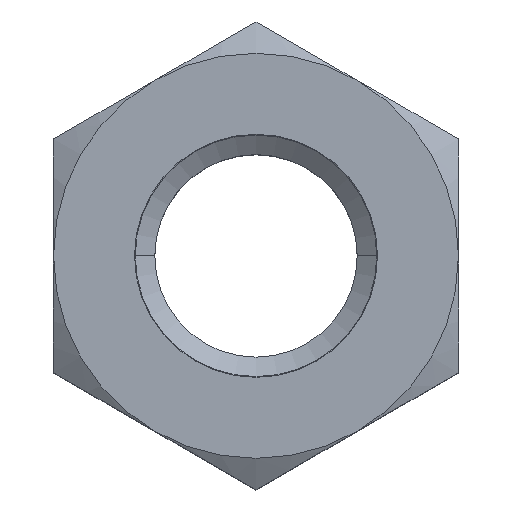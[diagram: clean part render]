
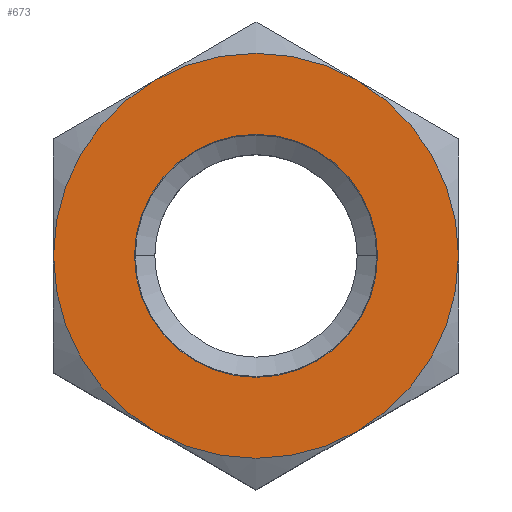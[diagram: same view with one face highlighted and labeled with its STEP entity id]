
A CAD part, top view. The second image highlights one B-rep face of the part: STEP entity #673.
In plain terms, the highlighted planar face has unit normal (0, 0, 1).
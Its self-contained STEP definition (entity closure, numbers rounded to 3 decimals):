
#27 = ORIENTED_EDGE ( 'NONE', *, *, #980, .F. ) ;
#49 = EDGE_CURVE ( 'NONE', #849, #1479, #1280, .T. ) ;
#72 = EDGE_CURVE ( 'NONE', #181, #465, #1448, .T. ) ;
#86 = DIRECTION ( 'NONE',  ( 1., 0., 0. ) ) ;
#114 = AXIS2_PLACEMENT_3D ( 'NONE', #885, #593, #1554 ) ;
#116 = CIRCLE ( 'NONE', #114, 3. ) ;
#121 = AXIS2_PLACEMENT_3D ( 'NONE', #122, #1206, #1303 ) ;
#122 = CARTESIAN_POINT ( 'NONE',  ( 0., 0., 0. ) ) ;
#154 = PLANE ( 'NONE',  #417 ) ;
#160 = CARTESIAN_POINT ( 'NONE',  ( 3., 0., 0. ) ) ;
#172 = CARTESIAN_POINT ( 'NONE',  ( 0., 0., 0. ) ) ;
#174 = CIRCLE ( 'NONE', #509, 5. ) ;
#179 = EDGE_CURVE ( 'NONE', #1214, #849, #174, .T. ) ;
#181 = VERTEX_POINT ( 'NONE', #1550 ) ;
#198 = CIRCLE ( 'NONE', #121, 5. ) ;
#205 = DIRECTION ( 'NONE',  ( -1., 0., 0. ) ) ;
#216 = EDGE_CURVE ( 'NONE', #1181, #238, #752, .T. ) ;
#236 = CARTESIAN_POINT ( 'NONE',  ( -2.5, -4.33, 0. ) ) ;
#238 = VERTEX_POINT ( 'NONE', #552 ) ;
#240 = EDGE_CURVE ( 'NONE', #1214, #465, #198, .T. ) ;
#246 = DIRECTION ( 'NONE',  ( -1., 0., 0. ) ) ;
#248 = EDGE_LOOP ( 'NONE', ( #588, #27 ) ) ;
#281 = FACE_OUTER_BOUND ( 'NONE', #1117, .T. ) ;
#287 = ORIENTED_EDGE ( 'NONE', *, *, #356, .F. ) ;
#318 = CARTESIAN_POINT ( 'NONE',  ( 2.5, -4.33, 0. ) ) ;
#335 = CARTESIAN_POINT ( 'NONE',  ( 0., 0., 0. ) ) ;
#356 = EDGE_CURVE ( 'NONE', #1479, #1417, #867, .T. ) ;
#379 = ORIENTED_EDGE ( 'NONE', *, *, #240, .T. ) ;
#399 = AXIS2_PLACEMENT_3D ( 'NONE', #904, #1435, #246 ) ;
#400 = EDGE_CURVE ( 'NONE', #1417, #181, #1450, .T. ) ;
#405 = DIRECTION ( 'NONE',  ( -1., 0., 0. ) ) ;
#417 = AXIS2_PLACEMENT_3D ( 'NONE', #1070, #1328, #405 ) ;
#433 = DIRECTION ( 'NONE',  ( -1., 0., 0. ) ) ;
#449 = AXIS2_PLACEMENT_3D ( 'NONE', #172, #1128, #1429 ) ;
#465 = VERTEX_POINT ( 'NONE', #1491 ) ;
#509 = AXIS2_PLACEMENT_3D ( 'NONE', #1396, #873, #205 ) ;
#517 = FACE_BOUND ( 'NONE', #248, .T. ) ;
#552 = CARTESIAN_POINT ( 'NONE',  ( -3., 0., 0. ) ) ;
#588 = ORIENTED_EDGE ( 'NONE', *, *, #216, .F. ) ;
#593 = DIRECTION ( 'NONE',  ( 0., 0., 1. ) ) ;
#612 = DIRECTION ( 'NONE',  ( 0., 0., 1. ) ) ;
#673 = ADVANCED_FACE ( 'NONE', ( #517, #281 ), #154, .F. ) ;
#752 = CIRCLE ( 'NONE', #1110, 3. ) ;
#755 = ORIENTED_EDGE ( 'NONE', *, *, #49, .F. ) ;
#849 = VERTEX_POINT ( 'NONE', #318 ) ;
#862 = DIRECTION ( 'NONE',  ( -1., 0., 0. ) ) ;
#867 = CIRCLE ( 'NONE', #399, 5. ) ;
#873 = DIRECTION ( 'NONE',  ( 0., 0., -1. ) ) ;
#881 = CARTESIAN_POINT ( 'NONE',  ( 0., 0., 0. ) ) ;
#885 = CARTESIAN_POINT ( 'NONE',  ( 0., 0., 0. ) ) ;
#904 = CARTESIAN_POINT ( 'NONE',  ( 0., 0., 0. ) ) ;
#955 = ORIENTED_EDGE ( 'NONE', *, *, #72, .F. ) ;
#967 = ORIENTED_EDGE ( 'NONE', *, *, #179, .F. ) ;
#980 = EDGE_CURVE ( 'NONE', #238, #1181, #116, .T. ) ;
#985 = DIRECTION ( 'NONE',  ( 0., 0., -1. ) ) ;
#1070 = CARTESIAN_POINT ( 'NONE',  ( 0., 5.774, 0. ) ) ;
#1110 = AXIS2_PLACEMENT_3D ( 'NONE', #881, #612, #86 ) ;
#1117 = EDGE_LOOP ( 'NONE', ( #1576, #287, #755, #967, #379, #955 ) ) ;
#1128 = DIRECTION ( 'NONE',  ( 0., 0., -1. ) ) ;
#1181 = VERTEX_POINT ( 'NONE', #160 ) ;
#1201 = CARTESIAN_POINT ( 'NONE',  ( 5., 0., 0. ) ) ;
#1206 = DIRECTION ( 'NONE',  ( 0., 0., 1. ) ) ;
#1214 = VERTEX_POINT ( 'NONE', #1201 ) ;
#1250 = DIRECTION ( 'NONE',  ( 0., 0., -1. ) ) ;
#1280 = CIRCLE ( 'NONE', #1561, 5. ) ;
#1303 = DIRECTION ( 'NONE',  ( 1., 0., 0. ) ) ;
#1328 = DIRECTION ( 'NONE',  ( 0., 0., -1. ) ) ;
#1396 = CARTESIAN_POINT ( 'NONE',  ( 0., 0., 0. ) ) ;
#1417 = VERTEX_POINT ( 'NONE', #1686 ) ;
#1429 = DIRECTION ( 'NONE',  ( -1., 0., 0. ) ) ;
#1435 = DIRECTION ( 'NONE',  ( 0., 0., -1. ) ) ;
#1448 = CIRCLE ( 'NONE', #449, 5. ) ;
#1450 = CIRCLE ( 'NONE', #1507, 5. ) ;
#1479 = VERTEX_POINT ( 'NONE', #236 ) ;
#1491 = CARTESIAN_POINT ( 'NONE',  ( 2.5, 4.33, 0. ) ) ;
#1507 = AXIS2_PLACEMENT_3D ( 'NONE', #1515, #1250, #433 ) ;
#1515 = CARTESIAN_POINT ( 'NONE',  ( 0., 0., 0. ) ) ;
#1550 = CARTESIAN_POINT ( 'NONE',  ( -2.5, 4.33, 0. ) ) ;
#1554 = DIRECTION ( 'NONE',  ( 1., 0., 0. ) ) ;
#1561 = AXIS2_PLACEMENT_3D ( 'NONE', #335, #985, #862 ) ;
#1576 = ORIENTED_EDGE ( 'NONE', *, *, #400, .F. ) ;
#1686 = CARTESIAN_POINT ( 'NONE',  ( -5., 0., 0. ) ) ;
